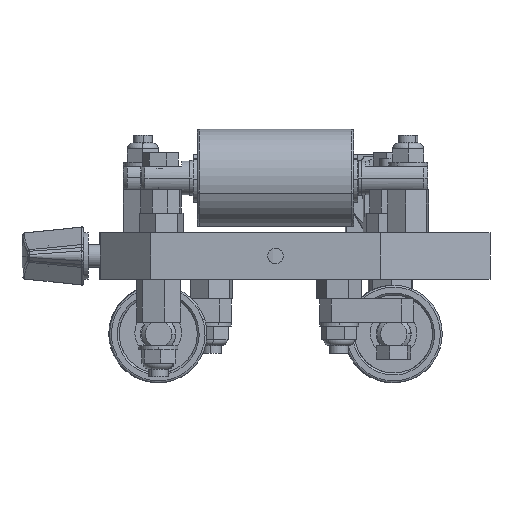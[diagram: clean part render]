
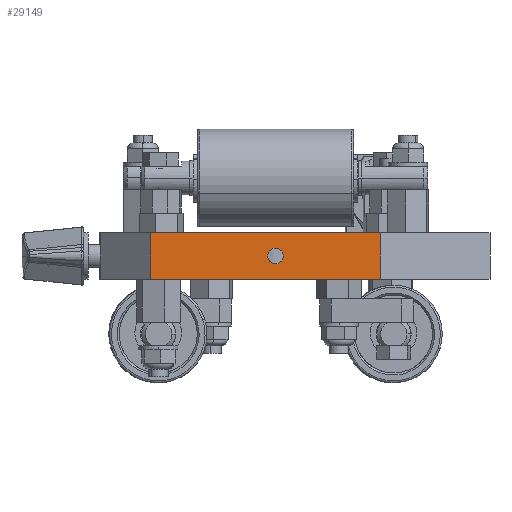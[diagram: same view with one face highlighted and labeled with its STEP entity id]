
A CAD part, left-side view. The second image highlights one B-rep face of the part: STEP entity #29149.
In plain terms, the highlighted planar face has unit normal (-1, 0, 0).
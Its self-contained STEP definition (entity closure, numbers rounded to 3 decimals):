
#1420 = DIRECTION ( 'NONE',  ( -1., 0., 0. ) ) ;
#1459 = EDGE_CURVE ( 'NONE', #26656, #36473, #20122, .T. ) ;
#1829 = VECTOR ( 'NONE', #24529, 1000. ) ;
#2076 = CARTESIAN_POINT ( 'NONE',  ( -25.01, 25.178, 41.458 ) ) ;
#3022 = DIRECTION ( 'NONE',  ( 0., 0., 1. ) ) ;
#3283 = CIRCLE ( 'NONE', #4586, 2. ) ;
#3328 = PLANE ( 'NONE',  #32686 ) ;
#3499 = VECTOR ( 'NONE', #4220, 1000. ) ;
#4220 = DIRECTION ( 'NONE',  ( 0., -1., 0. ) ) ;
#4326 = EDGE_CURVE ( 'NONE', #27239, #36473, #20675, .T. ) ;
#4586 = AXIS2_PLACEMENT_3D ( 'NONE', #19655, #1420, #22726 ) ;
#8014 = VERTEX_POINT ( 'NONE', #17995 ) ;
#8767 = CARTESIAN_POINT ( 'NONE',  ( -25.01, -1.822, 33.458 ) ) ;
#9519 = EDGE_LOOP ( 'NONE', ( #19392, #19806 ) ) ;
#10204 = FACE_BOUND ( 'NONE', #9519, .T. ) ;
#10835 = CARTESIAN_POINT ( 'NONE',  ( -25.01, -1.822, 45.458 ) ) ;
#12010 = VECTOR ( 'NONE', #12053, 1000. ) ;
#12053 = DIRECTION ( 'NONE',  ( 0., 0., -1. ) ) ;
#13277 = CARTESIAN_POINT ( 'NONE',  ( -25.01, -1.822, 33.458 ) ) ;
#15457 = CARTESIAN_POINT ( 'NONE',  ( -25.01, -1.822, 45.458 ) ) ;
#15578 = DIRECTION ( 'NONE',  ( 1., 0., 0. ) ) ;
#15786 = EDGE_CURVE ( 'NONE', #8014, #26656, #27210, .T. ) ;
#17499 = VERTEX_POINT ( 'NONE', #2076 ) ;
#17995 = CARTESIAN_POINT ( 'NONE',  ( -25.01, 57.178, 45.458 ) ) ;
#18371 = CARTESIAN_POINT ( 'NONE',  ( -25.01, 57.178, 45.458 ) ) ;
#18474 = ORIENTED_EDGE ( 'NONE', *, *, #32302, .T. ) ;
#18983 = LINE ( 'NONE', #18371, #1829 ) ;
#19392 = ORIENTED_EDGE ( 'NONE', *, *, #29638, .F. ) ;
#19655 = CARTESIAN_POINT ( 'NONE',  ( -25.01, 25.178, 39.458 ) ) ;
#19806 = ORIENTED_EDGE ( 'NONE', *, *, #25641, .F. ) ;
#20122 = LINE ( 'NONE', #36536, #12010 ) ;
#20675 = LINE ( 'NONE', #13277, #3499 ) ;
#20701 = ORIENTED_EDGE ( 'NONE', *, *, #15786, .F. ) ;
#21186 = VERTEX_POINT ( 'NONE', #29218 ) ;
#21295 = DIRECTION ( 'NONE',  ( -1., 0., 0. ) ) ;
#22326 = CARTESIAN_POINT ( 'NONE',  ( -25.01, 57.178, 33.458 ) ) ;
#22726 = DIRECTION ( 'NONE',  ( 0., 0., 1. ) ) ;
#24529 = DIRECTION ( 'NONE',  ( 0., 0., -1. ) ) ;
#25641 = EDGE_CURVE ( 'NONE', #21186, #17499, #3283, .T. ) ;
#26656 = VERTEX_POINT ( 'NONE', #34200 ) ;
#27210 = LINE ( 'NONE', #10835, #34408 ) ;
#27239 = VERTEX_POINT ( 'NONE', #22326 ) ;
#29077 = AXIS2_PLACEMENT_3D ( 'NONE', #39643, #21295, #3022 ) ;
#29149 = ADVANCED_FACE ( 'NONE', ( #10204, #33691 ), #3328, .F. ) ;
#29218 = CARTESIAN_POINT ( 'NONE',  ( -25.01, 25.178, 37.458 ) ) ;
#29638 = EDGE_CURVE ( 'NONE', #17499, #21186, #35019, .T. ) ;
#29812 = ORIENTED_EDGE ( 'NONE', *, *, #4326, .T. ) ;
#31058 = ORIENTED_EDGE ( 'NONE', *, *, #1459, .F. ) ;
#31501 = EDGE_LOOP ( 'NONE', ( #29812, #31058, #20701, #18474 ) ) ;
#32302 = EDGE_CURVE ( 'NONE', #8014, #27239, #18983, .T. ) ;
#32686 = AXIS2_PLACEMENT_3D ( 'NONE', #15457, #15578, #37006 ) ;
#33691 = FACE_OUTER_BOUND ( 'NONE', #31501, .T. ) ;
#34200 = CARTESIAN_POINT ( 'NONE',  ( -25.01, -1.822, 45.458 ) ) ;
#34408 = VECTOR ( 'NONE', #38391, 1000. ) ;
#35019 = CIRCLE ( 'NONE', #29077, 2. ) ;
#36473 = VERTEX_POINT ( 'NONE', #8767 ) ;
#36536 = CARTESIAN_POINT ( 'NONE',  ( -25.01, -1.822, 45.458 ) ) ;
#37006 = DIRECTION ( 'NONE',  ( 0., 0., -1. ) ) ;
#38391 = DIRECTION ( 'NONE',  ( 0., -1., 0. ) ) ;
#39643 = CARTESIAN_POINT ( 'NONE',  ( -25.01, 25.178, 39.458 ) ) ;
